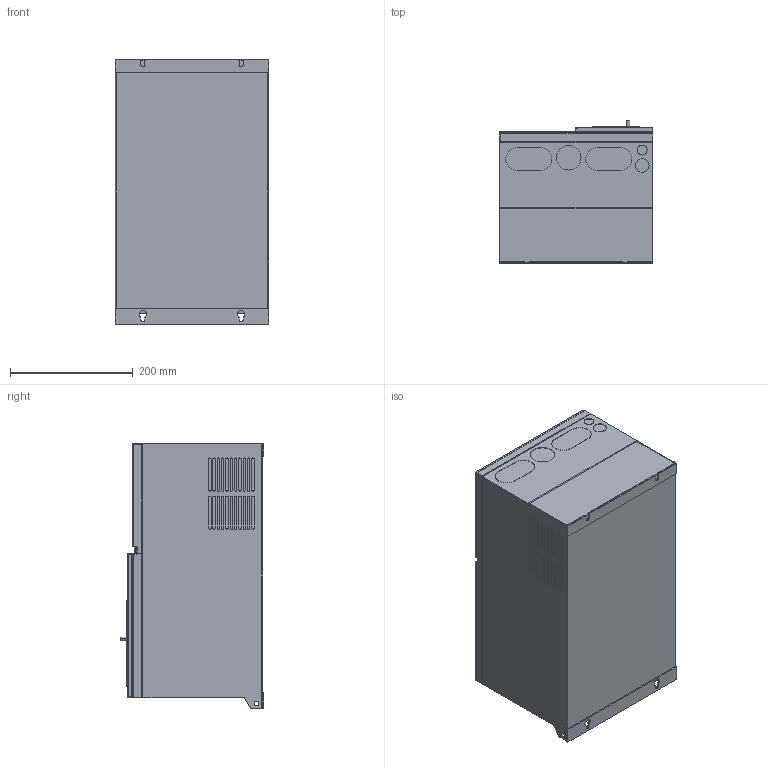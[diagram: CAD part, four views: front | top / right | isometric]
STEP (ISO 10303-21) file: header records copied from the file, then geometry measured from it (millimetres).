
FILE_DESCRIPTION (( 'STEP AP214' ), '1' );
FILE_NAME ('CNT-A310D33V37-45TE.STEP', '2026-02-26T08:53:39', ( '' ), ( '' ), 'SwSTEP 2.0', 'SolidWorks 2022', '' );
FILE_SCHEMA (( 'AUTOMOTIVE_DESIGN' ));
Length unit declared in the file: millimetre
Products named in the file (1): CNT-A310D33V37-45TE
Bounding box: 250 x 234 x 430 mm (x, y, z)
Volume: 21663963 mm3; surface area: 749999 mm2
Topology: 9 solids, 10 shells, 768 faces, 1971 edges, 1261 vertices
Faces by surface type: plane 461, cylinder 270, torus 22, sphere 8, bspline 7
Entity records: 24246 total; most frequent: CARTESIAN_POINT 5022, DIRECTION 4028, ORIENTED_EDGE 3926, EDGE_CURVE 1963, AXIS2_PLACEMENT_3D 1347, LINE 1334, VECTOR 1334, VERTEX_POINT 1261
